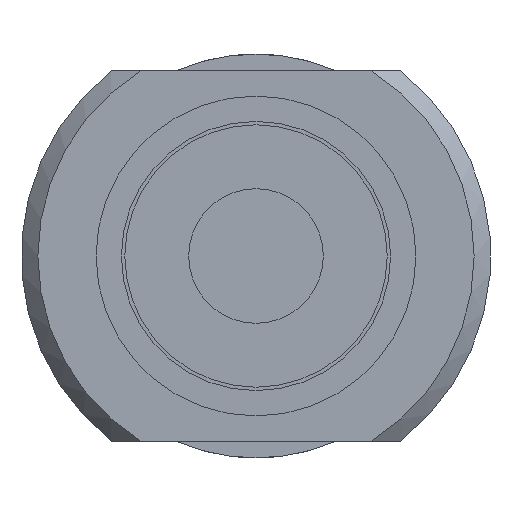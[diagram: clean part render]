
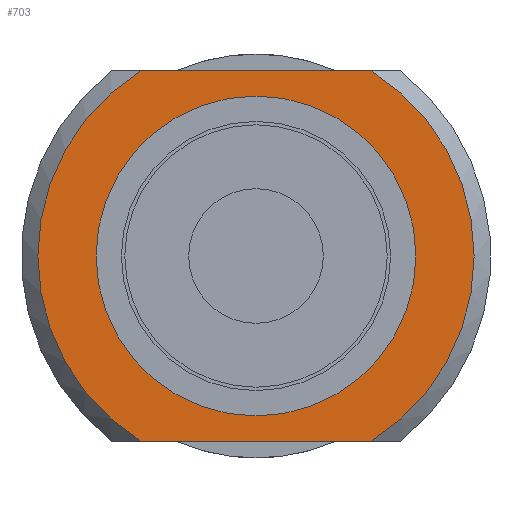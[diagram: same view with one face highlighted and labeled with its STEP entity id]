
A CAD part, left-side view. The second image highlights one B-rep face of the part: STEP entity #703.
In plain terms, the highlighted face is planar.
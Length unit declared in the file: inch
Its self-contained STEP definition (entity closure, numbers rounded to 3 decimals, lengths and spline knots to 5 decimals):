
#20 = CIRCLE ( 'NONE', #680, 0.25522 ) ;
#85 = EDGE_CURVE ( 'NONE', #377, #271, #709, .T. ) ;
#90 = CARTESIAN_POINT ( 'NONE',  ( -0.41842, 0.02362, -0.21654 ) ) ;
#106 = DIRECTION ( 'NONE',  ( -1., 0., 0. ) ) ;
#110 = FACE_BOUND ( 'NONE', #288, .T. ) ;
#139 = CARTESIAN_POINT ( 'NONE',  ( 0.41842, 0.02362, 0.21654 ) ) ;
#159 = DIRECTION ( 'NONE',  ( -1., 0., 0. ) ) ;
#174 = PLANE ( 'NONE',  #458 ) ;
#199 = VECTOR ( 'NONE', #334, 39.37008 ) ;
#220 = EDGE_CURVE ( 'NONE', #710, #377, #20, .T. ) ;
#245 = DIRECTION ( 'NONE',  ( 1., 0., 0. ) ) ;
#270 = AXIS2_PLACEMENT_3D ( 'NONE', #765, #685, #106 ) ;
#271 = VERTEX_POINT ( 'NONE', #604 ) ;
#275 = CARTESIAN_POINT ( 'NONE',  ( -0.18715, 0.02362, 0. ) ) ;
#280 = DIRECTION ( 'NONE',  ( 0., 1., 0. ) ) ;
#288 = EDGE_LOOP ( 'NONE', ( #522 ) ) ;
#324 = CIRCLE ( 'NONE', #270, 0.18715 ) ;
#334 = DIRECTION ( 'NONE',  ( 1., 0., 0. ) ) ;
#357 = VERTEX_POINT ( 'NONE', #787 ) ;
#371 = CARTESIAN_POINT ( 'NONE',  ( -0.13509, 0.02362, -0.21654 ) ) ;
#377 = VERTEX_POINT ( 'NONE', #722 ) ;
#421 = CIRCLE ( 'NONE', #521, 0.25522 ) ;
#429 = DIRECTION ( 'NONE',  ( 0., 1., 0. ) ) ;
#445 = DIRECTION ( 'NONE',  ( 0., -1., 0. ) ) ;
#450 = ORIENTED_EDGE ( 'NONE', *, *, #85, .F. ) ;
#458 = AXIS2_PLACEMENT_3D ( 'NONE', #493, #445, #245 ) ;
#474 = DIRECTION ( 'NONE',  ( -1., 0., 0. ) ) ;
#475 = ORIENTED_EDGE ( 'NONE', *, *, #652, .F. ) ;
#479 = CARTESIAN_POINT ( 'NONE',  ( 0., 0.02362, 0. ) ) ;
#493 = CARTESIAN_POINT ( 'NONE',  ( -0.18715, 0.02362, 0. ) ) ;
#521 = AXIS2_PLACEMENT_3D ( 'NONE', #605, #280, #532 ) ;
#522 = ORIENTED_EDGE ( 'NONE', *, *, #741, .T. ) ;
#532 = DIRECTION ( 'NONE',  ( -1., 0., 0. ) ) ;
#576 = VECTOR ( 'NONE', #474, 39.37008 ) ;
#604 = CARTESIAN_POINT ( 'NONE',  ( 0.13509, 0.02362, 0.21654 ) ) ;
#605 = CARTESIAN_POINT ( 'NONE',  ( 0., 0.02362, 0. ) ) ;
#643 = EDGE_CURVE ( 'NONE', #357, #710, #679, .T. ) ;
#652 = EDGE_CURVE ( 'NONE', #271, #357, #421, .T. ) ;
#679 = LINE ( 'NONE', #90, #576 ) ;
#680 = AXIS2_PLACEMENT_3D ( 'NONE', #479, #429, #159 ) ;
#685 = DIRECTION ( 'NONE',  ( 0., 1., 0. ) ) ;
#703 = ADVANCED_FACE ( 'NONE', ( #110, #828 ), #174, .T. ) ;
#709 = LINE ( 'NONE', #139, #199 ) ;
#710 = VERTEX_POINT ( 'NONE', #371 ) ;
#722 = CARTESIAN_POINT ( 'NONE',  ( -0.13509, 0.02362, 0.21654 ) ) ;
#737 = ORIENTED_EDGE ( 'NONE', *, *, #643, .F. ) ;
#741 = EDGE_CURVE ( 'NONE', #768, #768, #324, .T. ) ;
#765 = CARTESIAN_POINT ( 'NONE',  ( 0., 0.02362, 0. ) ) ;
#768 = VERTEX_POINT ( 'NONE', #275 ) ;
#772 = ORIENTED_EDGE ( 'NONE', *, *, #220, .F. ) ;
#786 = EDGE_LOOP ( 'NONE', ( #772, #737, #475, #450 ) ) ;
#787 = CARTESIAN_POINT ( 'NONE',  ( 0.13509, 0.02362, -0.21654 ) ) ;
#828 = FACE_OUTER_BOUND ( 'NONE', #786, .T. ) ;
